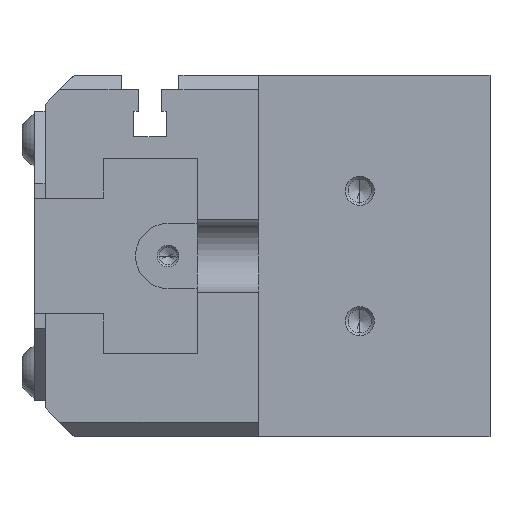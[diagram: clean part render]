
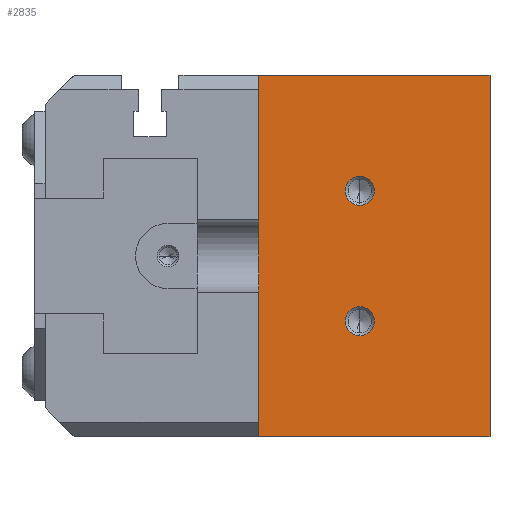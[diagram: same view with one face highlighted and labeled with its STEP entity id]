
A CAD part, left-side view. The second image highlights one B-rep face of the part: STEP entity #2835.
In plain terms, the highlighted planar face has unit normal (-1, 0, 0).
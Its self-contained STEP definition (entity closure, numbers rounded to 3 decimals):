
#1701 = VERTEX_POINT( '', #4998 );
#1837 = VERTEX_POINT( '', #5153 );
#1925 = VERTEX_POINT( '', #5248 );
#2103 = VERTEX_POINT( '', #5453 );
#2335 = VERTEX_POINT( '', #5716 );
#2427 = EDGE_CURVE( '', #2825, #2335, #5823, .T. );
#2685 = EDGE_CURVE( '', #4795, #2103, #6113, .T. );
#2725 = VERTEX_POINT( '', #6159 );
#2825 = VERTEX_POINT( '', #6269 );
#2835 = ADVANCED_FACE( '', ( #6279, #6280, #6281 ), #6282, .F. );
#3139 = EDGE_CURVE( '', #4539, #2725, #6617, .T. );
#3195 = EDGE_CURVE( '', #2103, #4795, #6676, .T. );
#3887 = EDGE_CURVE( '', #1701, #1837, #7433, .T. );
#4013 = EDGE_CURVE( '', #4539, #1701, #7571, .T. );
#4535 = EDGE_CURVE( '', #1837, #1925, #8151, .T. );
#4539 = VERTEX_POINT( '', #8155 );
#4559 = EDGE_CURVE( '', #2335, #2825, #8175, .T. );
#4761 = EDGE_CURVE( '', #2725, #1925, #8406, .T. );
#4795 = VERTEX_POINT( '', #8441 );
#4998 = CARTESIAN_POINT( '', ( -41., 0., 25. ) );
#5153 = CARTESIAN_POINT( '', ( -41., 0., -25. ) );
#5248 = CARTESIAN_POINT( '', ( -41., 32., -25. ) );
#5453 = CARTESIAN_POINT( '', ( -41., 18., -11. ) );
#5716 = CARTESIAN_POINT( '', ( -41., 18., 11. ) );
#5823 = CIRCLE( '', #9940, 2. );
#6113 = CIRCLE( '', #10394, 2. );
#6159 = CARTESIAN_POINT( '', ( -41., 32., 0. ) );
#6269 = CARTESIAN_POINT( '', ( -41., 18., 7. ) );
#6279 = FACE_BOUND( '', #10640, .T. );
#6280 = FACE_BOUND( '', #10641, .T. );
#6281 = FACE_OUTER_BOUND( '', #10642, .T. );
#6282 = PLANE( '', #10643 );
#6617 = LINE( '', #11212, #11213 );
#6676 = CIRCLE( '', #11317, 2. );
#7433 = LINE( '', #12552, #12553 );
#7571 = LINE( '', #12780, #12781 );
#8151 = LINE( '', #13629, #13630 );
#8155 = CARTESIAN_POINT( '', ( -41., 32., 25. ) );
#8175 = CIRCLE( '', #13665, 2. );
#8406 = LINE( '', #13971, #13972 );
#8441 = CARTESIAN_POINT( '', ( -41., 18., -7. ) );
#9940 = AXIS2_PLACEMENT_3D( '', #15337, #15338, #15339 );
#10394 = AXIS2_PLACEMENT_3D( '', #15717, #15718, #15719 );
#10640 = EDGE_LOOP( '', ( #15884, #15885 ) );
#10641 = EDGE_LOOP( '', ( #15886, #15887 ) );
#10642 = EDGE_LOOP( '', ( #15888, #15889, #15890, #15891, #15892 ) );
#10643 = AXIS2_PLACEMENT_3D( '', #15893, #15894, #15895 );
#11212 = CARTESIAN_POINT( '', ( -41., 32., 25. ) );
#11213 = VECTOR( '', #16276, 1. );
#11317 = AXIS2_PLACEMENT_3D( '', #16323, #16324, #16325 );
#12552 = CARTESIAN_POINT( '', ( -41., 0., 25. ) );
#12553 = VECTOR( '', #17122, 1. );
#12780 = CARTESIAN_POINT( '', ( -41., 28.75, 25. ) );
#12781 = VECTOR( '', #17255, 1. );
#13629 = CARTESIAN_POINT( '', ( -41., 0., -25. ) );
#13630 = VECTOR( '', #17944, 1. );
#13665 = AXIS2_PLACEMENT_3D( '', #17955, #17956, #17957 );
#13971 = CARTESIAN_POINT( '', ( -41., 32., 25. ) );
#13972 = VECTOR( '', #18256, 1. );
#15337 = CARTESIAN_POINT( '', ( -41., 18., 9. ) );
#15338 = DIRECTION( '', ( 1., 0., 0. ) );
#15339 = DIRECTION( '', ( 0., 0., -1. ) );
#15717 = CARTESIAN_POINT( '', ( -41., 18., -9. ) );
#15718 = DIRECTION( '', ( 1., 0., 0. ) );
#15719 = DIRECTION( '', ( 0., 0., -1. ) );
#15884 = ORIENTED_EDGE( '', *, *, #3195, .T. );
#15885 = ORIENTED_EDGE( '', *, *, #2685, .T. );
#15886 = ORIENTED_EDGE( '', *, *, #2427, .T. );
#15887 = ORIENTED_EDGE( '', *, *, #4559, .T. );
#15888 = ORIENTED_EDGE( '', *, *, #4761, .T. );
#15889 = ORIENTED_EDGE( '', *, *, #4535, .F. );
#15890 = ORIENTED_EDGE( '', *, *, #3887, .F. );
#15891 = ORIENTED_EDGE( '', *, *, #4013, .F. );
#15892 = ORIENTED_EDGE( '', *, *, #3139, .T. );
#15893 = CARTESIAN_POINT( '', ( -41., 0., 25. ) );
#15894 = DIRECTION( '', ( 1., 0., 0. ) );
#15895 = DIRECTION( '', ( 0., -1., 0. ) );
#16276 = DIRECTION( '', ( 0., 0., -1. ) );
#16323 = CARTESIAN_POINT( '', ( -41., 18., -9. ) );
#16324 = DIRECTION( '', ( 1., 0., 0. ) );
#16325 = DIRECTION( '', ( 0., 0., -1. ) );
#17122 = DIRECTION( '', ( 0., 0., -1. ) );
#17255 = DIRECTION( '', ( 0., -1., 0. ) );
#17944 = DIRECTION( '', ( 0., 1., 0. ) );
#17955 = CARTESIAN_POINT( '', ( -41., 18., 9. ) );
#17956 = DIRECTION( '', ( 1., 0., 0. ) );
#17957 = DIRECTION( '', ( 0., 0., -1. ) );
#18256 = DIRECTION( '', ( 0., 0., -1. ) );
